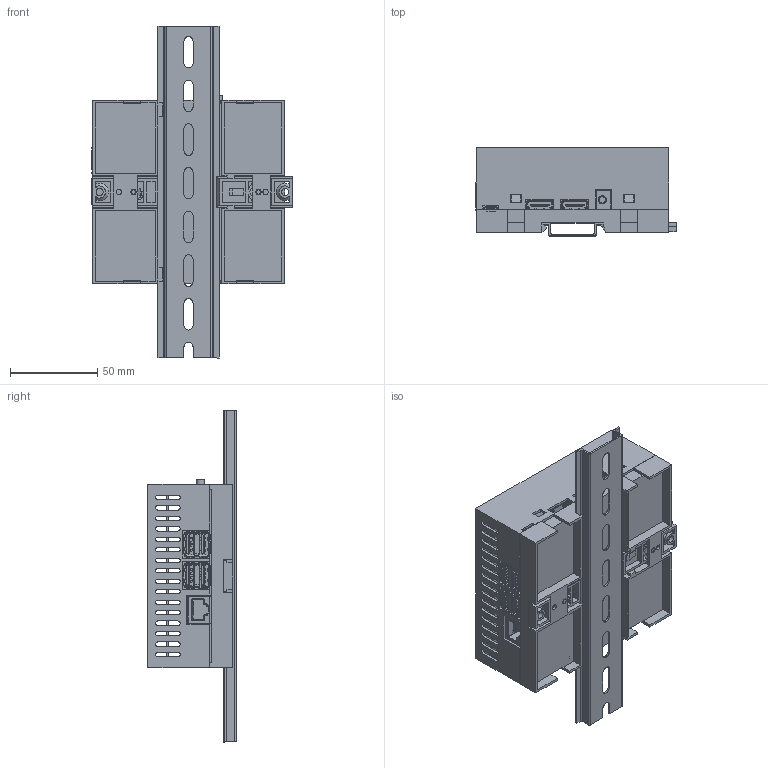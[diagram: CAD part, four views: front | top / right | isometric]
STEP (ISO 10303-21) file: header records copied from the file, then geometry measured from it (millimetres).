
FILE_DESCRIPTION (( 'STEP AP214' ), '1' );
FILE_NAME ('CECV-105.STEP', '2024-03-02T05:38:25', ( '' ), ( '' ), 'SwSTEP 2.0', 'SolidWorks 2017', '' );
FILE_SCHEMA (( 'AUTOMOTIVE_DESIGN' ));
Length unit declared in the file: millimetre
Products named in the file (36): Shell; USB_FINGER; USB3_FRAME; Clip-Small; SHORT_SHELL; USB3_CONTACT_LOWER; HDMI_socket_cover; USB3_CONTAC_LONG2; Clip-Big; HDMI_socket_inside; USB3_IM_LOWER1; Audio Jack; TopCover-CECC-105; USB3_IM_LOWER; Component1; Screw-small; HDMI_Socket; plastec_jack2; CECP-105^CEB-105; Body-105; USB3_IM_UPPER; CECV-105; plastec_jack3; USB3_IM_UPPER1; BasePCB-CEBP-105-01; Dual USB Port; Screw-smallest; USB3_SPACER; Rail-35-190mm; HDMI_socket_small_pin_Valor predeterminado; REAR_SHELL_SUS; HDMI_socket_large_pin_Valor predeterminado; USB3_CON_LONG; USB3_CON_SHORT; Micro_USB; RJ45 Ethernet Port
Assembly tree (58 placements, depth 4):
  CECV-105
    Body-105
    Clip-Big
    Clip-Small
    BasePCB-CEBP-105-01
    Screw-small  x2
    Rail-35-190mm
    Dual USB Port  x2
      REAR_SHELL_SUS
      SHORT_SHELL
      USB3_CON_LONG
      USB3_CON_SHORT
      USB3_FRAME
      USB3_IM_LOWER
        USB3_CONTACT_LOWER
        USB3_IM_LOWER1
      USB3_IM_UPPER
        USB3_CONTAC_LONG2
        USB3_IM_UPPER1
      USB3_SPACER
      USB_FINGER
    RJ45 Ethernet Port
      Shell
    Audio Jack
      Component1
      plastec_jack2
      plastec_jack3
    Micro_USB
    HDMI_Socket  x2
      HDMI_socket_cover
      HDMI_socket_inside
      HDMI_socket_large_pin_Valor predeterminado
      HDMI_socket_small_pin_Valor predeterminado
    TopCover-CECC-105
    CECP-105^CEB-105
    Screw-smallest  x4
Bounding box: 114.59 x 50.55 x 190 mm (x, y, z)
Volume: 119145.3 mm3; surface area: 174725.1 mm2
Topology: 167 solids, 167 shells, 9897 faces, 26994 edges, 17382 vertices
Faces by surface type: plane 7020, cylinder 2325, bspline 356, cone 84, torus 72, sphere 40
Entity records: 171511 total; most frequent: CARTESIAN_POINT 35744, ORIENTED_EDGE 25490, DIRECTION 23561, EDGE_CURVE 12745, VECTOR 9971, LINE 9971, VERTEX_POINT 8159, AXIS2_PLACEMENT_3D 6795
